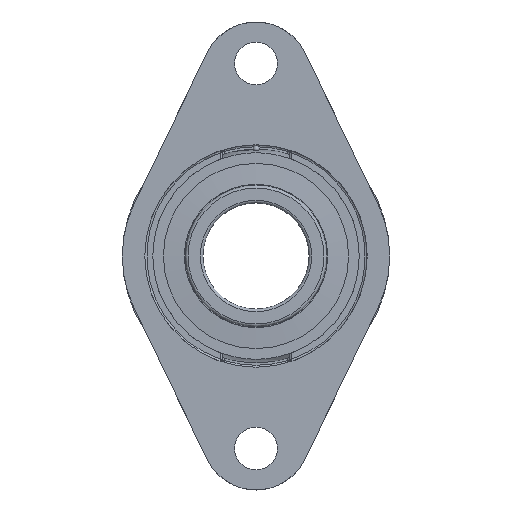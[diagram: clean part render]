
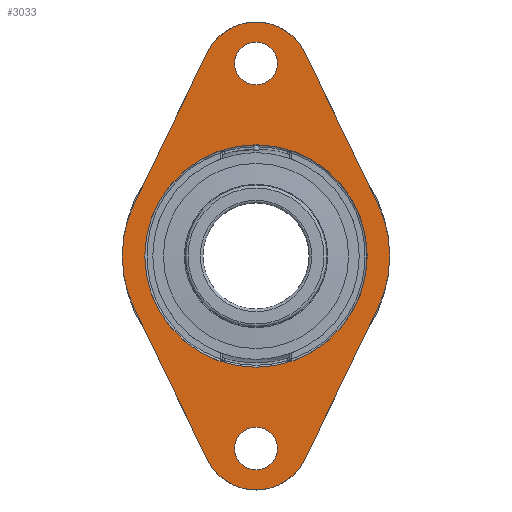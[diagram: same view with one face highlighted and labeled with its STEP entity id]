
A CAD part, left-side view. The second image highlights one B-rep face of the part: STEP entity #3033.
In plain terms, the highlighted face is planar.
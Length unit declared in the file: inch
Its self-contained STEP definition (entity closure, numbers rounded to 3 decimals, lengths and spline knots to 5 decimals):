
#94=VECTOR('',#3599,1.);
#106=VECTOR('',#3660,1.);
#145=VECTOR('',#3902,1.);
#146=VECTOR('',#3905,1.);
#180=LINE('',#5414,#94);
#192=LINE('',#6499,#106);
#231=LINE('',#8190,#145);
#232=LINE('',#8193,#146);
#1109=PLANE('',#3315);
#1254=VERTEX_POINT('',#5413);
#1255=VERTEX_POINT('',#5415);
#1284=VERTEX_POINT('',#6498);
#1285=VERTEX_POINT('',#6500);
#1317=VERTEX_POINT('',#7540);
#1363=VERTEX_POINT('',#8176);
#1364=VERTEX_POINT('',#8183);
#1365=VERTEX_POINT('',#8186);
#1366=VERTEX_POINT('',#8189);
#1367=VERTEX_POINT('',#8192);
#1368=VERTEX_POINT('',#8194);
#1471=CIRCLE('',#3241,0.8);
#1509=CIRCLE('',#3306,1.63769);
#1510=CIRCLE('',#3312,0.31496);
#1511=CIRCLE('',#3314,0.31496);
#1512=CIRCLE('',#3316,1.77217);
#1513=CIRCLE('',#3317,1.77217);
#1514=CIRCLE('',#3318,0.8);
#1625=EDGE_CURVE('',#1254,#1255,#180,.T.);
#1670=EDGE_CURVE('',#1284,#1285,#192,.T.);
#1728=EDGE_CURVE('',#1285,#1317,#1471,.T.);
#1808=EDGE_CURVE('',#1363,#1363,#1509,.T.);
#1809=EDGE_CURVE('',#1364,#1364,#1510,.T.);
#1810=EDGE_CURVE('',#1365,#1365,#1511,.T.);
#1811=EDGE_CURVE('',#1366,#1254,#1512,.T.);
#1812=EDGE_CURVE('',#1317,#1366,#231,.T.);
#1813=EDGE_CURVE('',#1367,#1284,#1513,.T.);
#1814=EDGE_CURVE('',#1368,#1367,#232,.T.);
#1815=EDGE_CURVE('',#1255,#1368,#1514,.T.);
#2384=ORIENTED_EDGE('',*,*,#1808,.T.);
#2385=ORIENTED_EDGE('',*,*,#1625,.F.);
#2386=ORIENTED_EDGE('',*,*,#1811,.F.);
#2387=ORIENTED_EDGE('',*,*,#1812,.F.);
#2388=ORIENTED_EDGE('',*,*,#1728,.F.);
#2389=ORIENTED_EDGE('',*,*,#1670,.F.);
#2390=ORIENTED_EDGE('',*,*,#1813,.F.);
#2391=ORIENTED_EDGE('',*,*,#1814,.F.);
#2392=ORIENTED_EDGE('',*,*,#1815,.F.);
#2393=ORIENTED_EDGE('',*,*,#1810,.T.);
#2394=ORIENTED_EDGE('',*,*,#1809,.T.);
#2642=EDGE_LOOP('',(#2384));
#2643=EDGE_LOOP('',(#2385,#2386,#2387,#2388,#2389,#2390,#2391,#2392));
#2644=EDGE_LOOP('',(#2393));
#2645=EDGE_LOOP('',(#2394));
#2865=FACE_BOUND('',#2642,.T.);
#2866=FACE_BOUND('',#2643,.T.);
#2867=FACE_BOUND('',#2644,.T.);
#2868=FACE_BOUND('',#2645,.T.);
#3033=ADVANCED_FACE('',(#2865,#2866,#2867,#2868),#1109,.F.);
#3241=AXIS2_PLACEMENT_3D('',#7539,#3739,#3740);
#3306=AXIS2_PLACEMENT_3D('',#8175,#3885,#3886);
#3312=AXIS2_PLACEMENT_3D('',#8182,#3893,#3894);
#3314=AXIS2_PLACEMENT_3D('',#8185,#3897,#3898);
#3315=AXIS2_PLACEMENT_3D('',#8187,#3899,$);
#3316=AXIS2_PLACEMENT_3D('',#8188,#3900,#3901);
#3317=AXIS2_PLACEMENT_3D('',#8191,#3903,#3904);
#3318=AXIS2_PLACEMENT_3D('',#8195,#3906,#3907);
#3599=DIRECTION('',(-0.901,-0.434,0.));
#3660=DIRECTION('',(0.901,0.434,0.));
#3739=DIRECTION('',(0.,0.,1.));
#3740=DIRECTION('',(0.8,0.,0.));
#3885=DIRECTION('',(0.,0.,1.));
#3886=DIRECTION('',(0.,1.638,0.));
#3893=DIRECTION('',(0.,0.,1.));
#3894=DIRECTION('',(0.315,0.,0.));
#3897=DIRECTION('',(0.,0.,1.));
#3898=DIRECTION('',(0.315,0.,0.));
#3899=DIRECTION('',(0.,0.,1.));
#3900=DIRECTION('',(0.,0.,1.));
#3901=DIRECTION('',(1.772,0.,0.));
#3902=DIRECTION('',(-0.901,0.434,0.));
#3903=DIRECTION('',(0.,0.,1.));
#3904=DIRECTION('',(1.772,0.,0.));
#3905=DIRECTION('',(0.901,-0.434,0.));
#3906=DIRECTION('',(0.,0.,1.));
#3907=DIRECTION('',(0.8,0.,0.));
#5413=CARTESIAN_POINT('',(-0.76988,1.79254,0.));
#5414=CARTESIAN_POINT('',(-0.76988,1.79254,0.));
#5415=CARTESIAN_POINT('',(-2.99242,0.72057,0.));
#6498=CARTESIAN_POINT('',(0.76988,-1.79254,0.));
#6499=CARTESIAN_POINT('',(0.76988,-1.79254,0.));
#6500=CARTESIAN_POINT('',(2.99242,-0.72057,0.));
#7539=CARTESIAN_POINT('',(2.64488,0.,0.));
#7540=CARTESIAN_POINT('',(2.99242,0.72057,0.));
#8175=CARTESIAN_POINT('',(0.,0.,0.));
#8176=CARTESIAN_POINT('',(0.,1.63769,0.));
#8182=CARTESIAN_POINT('',(2.83465,0.,0.));
#8183=CARTESIAN_POINT('',(2.51969,0.,0.));
#8185=CARTESIAN_POINT('',(-2.83465,0.,0.));
#8186=CARTESIAN_POINT('',(-3.14961,0.,0.));
#8187=CARTESIAN_POINT('',(0.,0.,0.));
#8188=CARTESIAN_POINT('',(0.,0.19634,0.));
#8189=CARTESIAN_POINT('',(0.76988,1.79254,0.));
#8190=CARTESIAN_POINT('',(2.99242,0.72057,0.));
#8191=CARTESIAN_POINT('',(0.,-0.19634,0.));
#8192=CARTESIAN_POINT('',(-0.76988,-1.79254,0.));
#8193=CARTESIAN_POINT('',(-2.99242,-0.72057,0.));
#8194=CARTESIAN_POINT('',(-2.99242,-0.72057,0.));
#8195=CARTESIAN_POINT('',(-2.64488,0.,0.));
